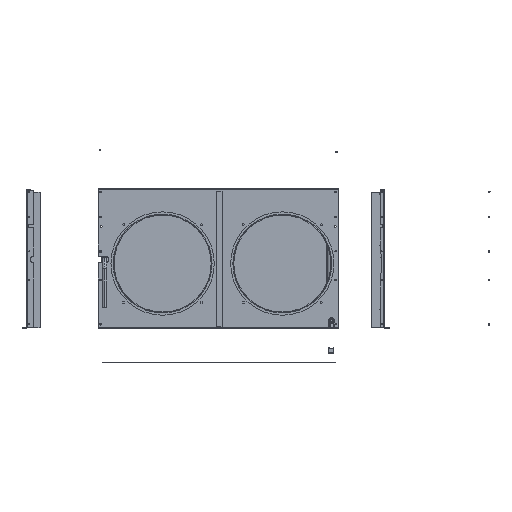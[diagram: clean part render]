
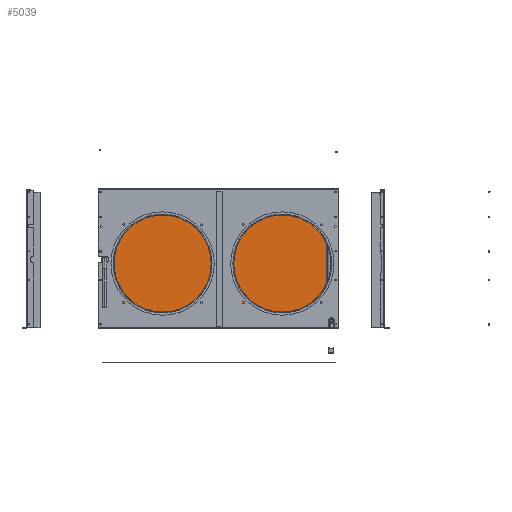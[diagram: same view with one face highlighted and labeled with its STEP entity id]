
A CAD part, top view. The second image highlights one B-rep face of the part: STEP entity #5039.
In plain terms, the highlighted face is planar.
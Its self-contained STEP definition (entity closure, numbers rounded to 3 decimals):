
#371 = CARTESIAN_POINT ( 'NONE',  ( -12.7, -21., 650.35 ) ) ;
#2478 = EDGE_CURVE ( 'NONE', #5339, #38695, #38888, .T. ) ;
#2663 = ORIENTED_EDGE ( 'NONE', *, *, #11518, .F. ) ;
#3018 = LINE ( 'NONE', #33203, #40395 ) ;
#4456 = FACE_OUTER_BOUND ( 'NONE', #23277, .T. ) ;
#5039 = ADVANCED_FACE ( 'NONE', ( #4456 ), #23182, .F. ) ;
#5339 = VERTEX_POINT ( 'NONE', #30313 ) ;
#7176 = VECTOR ( 'NONE', #19912, 1000. ) ;
#7612 = DIRECTION ( 'NONE',  ( 0., 0., -1. ) ) ;
#9250 = VERTEX_POINT ( 'NONE', #371 ) ;
#11209 = DIRECTION ( 'NONE',  ( 0., 1., 0. ) ) ;
#11518 = EDGE_CURVE ( 'NONE', #9250, #20576, #48067, .T. ) ;
#14125 = CARTESIAN_POINT ( 'NONE',  ( -12.7, -21., 650.35 ) ) ;
#15681 = CARTESIAN_POINT ( 'NONE',  ( -12.7, -21., 650.35 ) ) ;
#16061 = ORIENTED_EDGE ( 'NONE', *, *, #37609, .F. ) ;
#17977 = ORIENTED_EDGE ( 'NONE', *, *, #2478, .T. ) ;
#18318 = CARTESIAN_POINT ( 'NONE',  ( -12.7, -1047., 650.35 ) ) ;
#19653 = DIRECTION ( 'NONE',  ( 1., 0., 0. ) ) ;
#19912 = DIRECTION ( 'NONE',  ( 0., -1., 0. ) ) ;
#20576 = VERTEX_POINT ( 'NONE', #18318 ) ;
#21862 = AXIS2_PLACEMENT_3D ( 'NONE', #15681, #19653, #11209 ) ;
#22927 = CARTESIAN_POINT ( 'NONE',  ( -12.7, -21., 0. ) ) ;
#23182 = PLANE ( 'NONE',  #21862 ) ;
#23277 = EDGE_LOOP ( 'NONE', ( #17977, #16061, #2663, #31892 ) ) ;
#30313 = CARTESIAN_POINT ( 'NONE',  ( -12.7, -21., 0. ) ) ;
#30571 = CARTESIAN_POINT ( 'NONE',  ( -12.7, -21., 650.35 ) ) ;
#31892 = ORIENTED_EDGE ( 'NONE', *, *, #42188, .T. ) ;
#33203 = CARTESIAN_POINT ( 'NONE',  ( -12.7, -1047., 650.35 ) ) ;
#33951 = DIRECTION ( 'NONE',  ( 0., 0., -1. ) ) ;
#34719 = CARTESIAN_POINT ( 'NONE',  ( -12.7, -1047., 0. ) ) ;
#35281 = LINE ( 'NONE', #30571, #38412 ) ;
#37609 = EDGE_CURVE ( 'NONE', #20576, #38695, #3018, .T. ) ;
#38412 = VECTOR ( 'NONE', #7612, 1000. ) ;
#38695 = VERTEX_POINT ( 'NONE', #34719 ) ;
#38888 = LINE ( 'NONE', #22927, #7176 ) ;
#40395 = VECTOR ( 'NONE', #33951, 1000. ) ;
#42188 = EDGE_CURVE ( 'NONE', #9250, #5339, #35281, .T. ) ;
#42709 = VECTOR ( 'NONE', #47328, 1000. ) ;
#47328 = DIRECTION ( 'NONE',  ( 0., -1., 0. ) ) ;
#48067 = LINE ( 'NONE', #14125, #42709 ) ;
